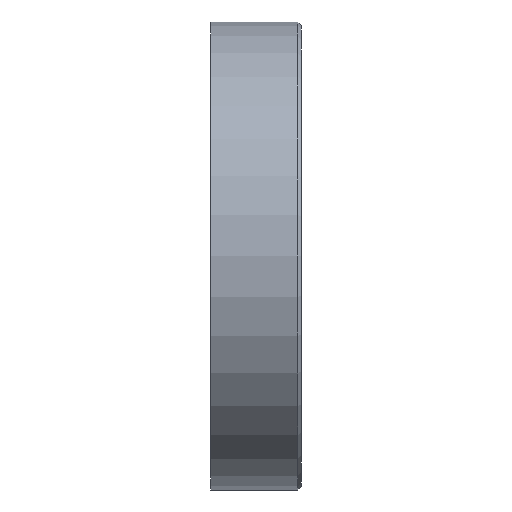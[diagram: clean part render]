
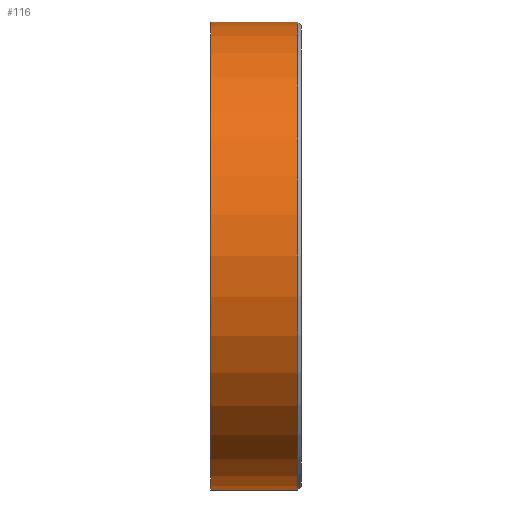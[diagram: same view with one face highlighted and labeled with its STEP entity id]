
A CAD part, front view. The second image highlights one B-rep face of the part: STEP entity #116.
In plain terms, the highlighted cylindrical face has radius 33.53 mm (diameter 67.06 mm), a partial arc.
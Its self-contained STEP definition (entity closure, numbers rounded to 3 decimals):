
#3 = VERTEX_POINT ( 'NONE', #125 ) ;
#5 = ORIENTED_EDGE ( 'NONE', *, *, #147, .T. ) ;
#7 = LINE ( 'NONE', #56, #100 ) ;
#9 = VERTEX_POINT ( 'NONE', #341 ) ;
#22 = FACE_OUTER_BOUND ( 'NONE', #330, .T. ) ;
#33 = CIRCLE ( 'NONE', #279, 33.53 ) ;
#36 = VERTEX_POINT ( 'NONE', #177 ) ;
#38 = AXIS2_PLACEMENT_3D ( 'NONE', #321, #155, #216 ) ;
#56 = CARTESIAN_POINT ( 'NONE',  ( 13., 0., 33.53 ) ) ;
#71 = DIRECTION ( 'NONE',  ( 0., 0., 1. ) ) ;
#72 = CYLINDRICAL_SURFACE ( 'NONE', #81, 33.53 ) ;
#80 = CIRCLE ( 'NONE', #38, 33.53 ) ;
#81 = AXIS2_PLACEMENT_3D ( 'NONE', #215, #344, #71 ) ;
#100 = VECTOR ( 'NONE', #253, 1000. ) ;
#115 = LINE ( 'NONE', #335, #328 ) ;
#116 = ADVANCED_FACE ( 'NONE', ( #22 ), #72, .T. ) ;
#125 = CARTESIAN_POINT ( 'NONE',  ( 12.5, 0., 33.53 ) ) ;
#140 = DIRECTION ( 'NONE',  ( -1., 0., 0. ) ) ;
#147 = EDGE_CURVE ( 'NONE', #36, #9, #80, .T. ) ;
#155 = DIRECTION ( 'NONE',  ( 1., 0., 0. ) ) ;
#170 = ORIENTED_EDGE ( 'NONE', *, *, #306, .T. ) ;
#177 = CARTESIAN_POINT ( 'NONE',  ( 0., 0., 33.53 ) ) ;
#187 = ORIENTED_EDGE ( 'NONE', *, *, #240, .T. ) ;
#190 = DIRECTION ( 'NONE',  ( 0., 0., -1. ) ) ;
#215 = CARTESIAN_POINT ( 'NONE',  ( 13., 0., 0. ) ) ;
#216 = DIRECTION ( 'NONE',  ( 0., 0., -1. ) ) ;
#218 = CARTESIAN_POINT ( 'NONE',  ( 12.5, 0., 0. ) ) ;
#220 = DIRECTION ( 'NONE',  ( -1., 0., 0. ) ) ;
#223 = CARTESIAN_POINT ( 'NONE',  ( 12.5, 0., -33.53 ) ) ;
#240 = EDGE_CURVE ( 'NONE', #3, #36, #7, .T. ) ;
#253 = DIRECTION ( 'NONE',  ( -1., 0., 0. ) ) ;
#262 = EDGE_CURVE ( 'NONE', #285, #9, #115, .T. ) ;
#279 = AXIS2_PLACEMENT_3D ( 'NONE', #218, #140, #190 ) ;
#285 = VERTEX_POINT ( 'NONE', #223 ) ;
#306 = EDGE_CURVE ( 'NONE', #285, #3, #33, .T. ) ;
#321 = CARTESIAN_POINT ( 'NONE',  ( 0., 0., 0. ) ) ;
#328 = VECTOR ( 'NONE', #220, 1000. ) ;
#330 = EDGE_LOOP ( 'NONE', ( #334, #170, #187, #5 ) ) ;
#334 = ORIENTED_EDGE ( 'NONE', *, *, #262, .F. ) ;
#335 = CARTESIAN_POINT ( 'NONE',  ( 13., 0., -33.53 ) ) ;
#341 = CARTESIAN_POINT ( 'NONE',  ( 0., 0., -33.53 ) ) ;
#344 = DIRECTION ( 'NONE',  ( -1., 0., 0. ) ) ;
